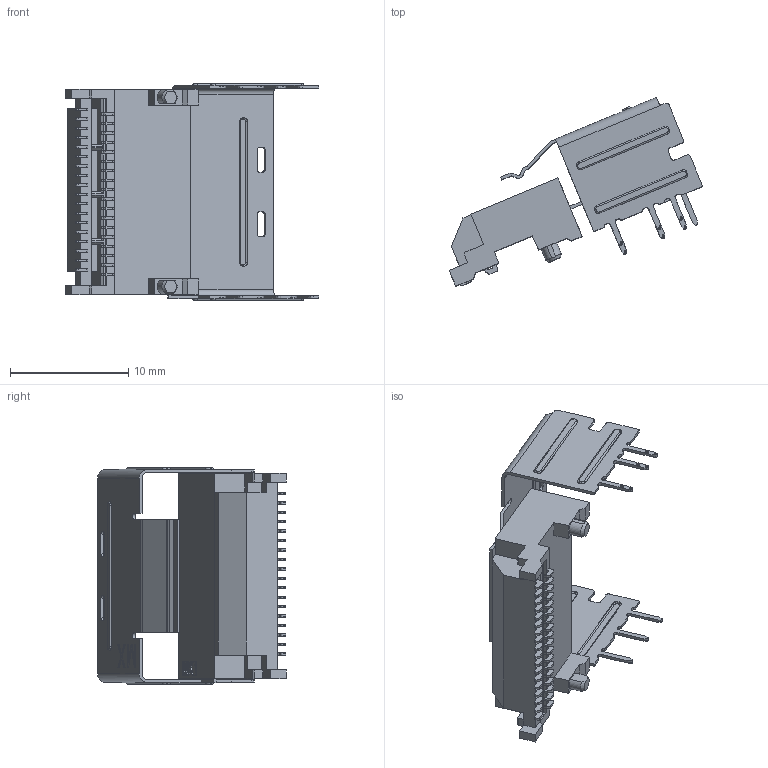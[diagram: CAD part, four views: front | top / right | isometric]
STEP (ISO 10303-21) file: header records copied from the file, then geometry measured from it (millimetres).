
FILE_DESCRIPTION(/* description */ (''),/* implementation_level */ '2;1');
FILE_NAME(/* name */ 'Con-757830140 v3.step',/* time_stamp */ '2021-05-05T15:50:14+02:00',/* author */ (''),/* organization */ (''),/* preprocessor_version */ 'ST-DEVELOPER v18.1',/* originating_system */ 'Autodesk Translation Framework v10.6.0.1341',/* authorisation */ '');
FILE_SCHEMA (('AUTOMOTIVE_DESIGN { 1 0 10303 214 3 1 1 }'));
Products named in the file (1): Con-757830140
Bounding box: 21.48 x 16 x 18.35 mm (x, y, z)
Volume: 660.6 mm3; surface area: 1791.9 mm2
Topology: 1 solids, 1 shells, 3149 faces, 8882 edges, 5889 vertices
Faces by surface type: plane 2684, cylinder 423, torus 40, cone 2
Entity records: 100698 total; most frequent: CARTESIAN_POINT 17990, ORIENTED_EDGE 17764, DIRECTION 16057, EDGE_CURVE 8882, LINE 7987, VECTOR 7987, VERTEX_POINT 5889, AXIS2_PLACEMENT_3D 4035
